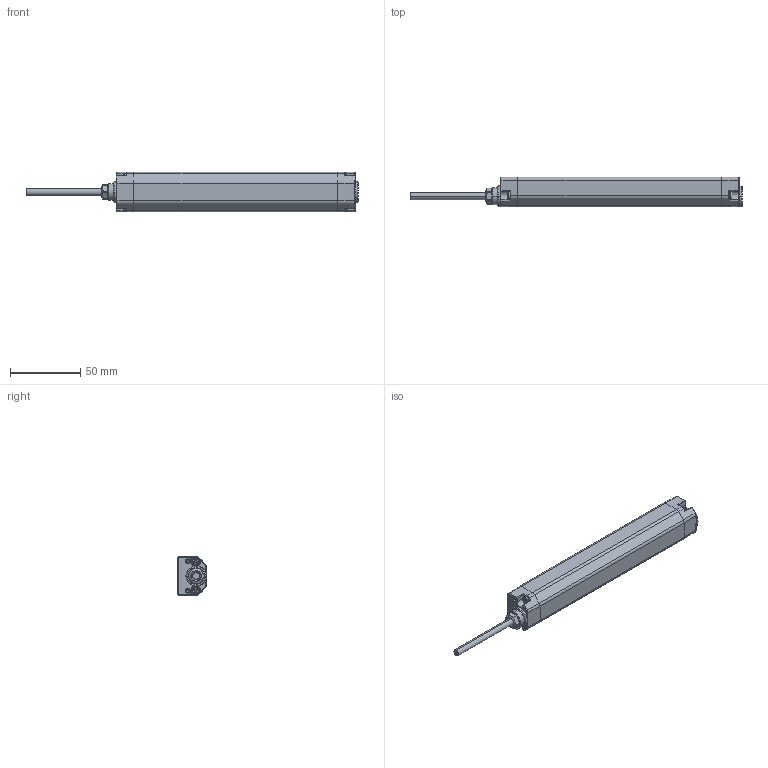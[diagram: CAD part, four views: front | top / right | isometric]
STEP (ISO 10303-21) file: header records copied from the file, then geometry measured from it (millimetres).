
FILE_DESCRIPTION((''),'2;1');
FILE_NAME('157887_SM01_ASM','2023-06-22T10:47:05',('banengservice'),('BANNER ENGINEERING'),'CREO PARAMETRIC BY PTC INC, 2022414','CREO PARAMETRIC BY PTC INC, 2022414','');
FILE_SCHEMA(('CONFIG_CONTROL_DESIGN'));
Length unit declared in the file: inch
Products named in the file (4): 157887_EP01; CABLE_190; 153169; 157887_SM01_ASM
Assembly tree (3 placements, depth 2):
  157887_SM01_ASM
    157887_EP01
    CABLE_190
    153169
Bounding box: 236.2 x 21.01 x 28 mm (x, y, z)
Volume: 91954 mm3; surface area: 19100.5 mm2
Topology: 3 solids, 3 shells, 359 faces, 905 edges, 557 vertices
Faces by surface type: plane 128, cylinder 128, cone 64, torus 24, sphere 8, bspline 7
Entity records: 12949 total; most frequent: CARTESIAN_POINT 4197, DIRECTION 1872, ORIENTED_EDGE 1794, EDGE_CURVE 897, AXIS2_PLACEMENT_3D 703, VERTEX_POINT 557, VECTOR 466, LINE 466
